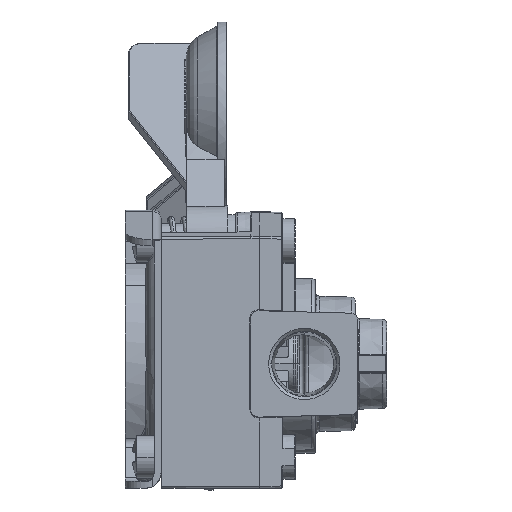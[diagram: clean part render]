
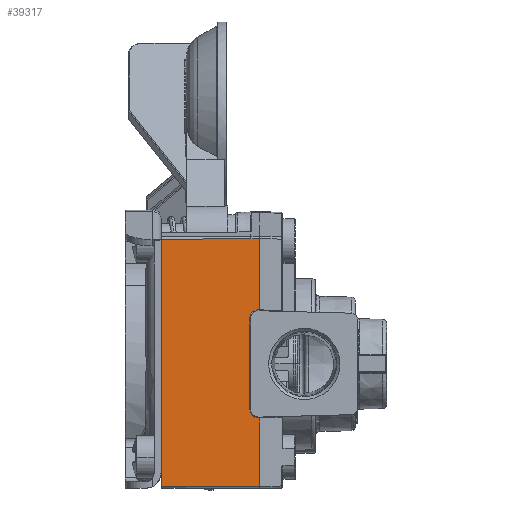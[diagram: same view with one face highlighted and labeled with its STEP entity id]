
A CAD part, left-side view. The second image highlights one B-rep face of the part: STEP entity #39317.
In plain terms, the highlighted planar face has unit normal (-1, 0.005, 0).
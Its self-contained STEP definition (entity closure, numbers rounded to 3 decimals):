
#3266=DIRECTION('',(0.,0.002,-1.));
#3267=VECTOR('',#3266,15.406);
#3268=CARTESIAN_POINT('',(-49.63,-5.53,
-12.148));
#3269=LINE('',#3268,#3267);
#3270=DIRECTION('',(0.,-0.002,-1.));
#3271=VECTOR('',#3270,16.015);
#3272=CARTESIAN_POINT('',(-49.63,-5.501,
28.163));
#3273=LINE('',#3272,#3271);
#8499=DIRECTION('',(0.005,1.,-0.026));
#8500=VECTOR('',#8499,1.996);
#8501=CARTESIAN_POINT('',(-49.63,-5.501,
28.163));
#8502=LINE('',#8501,#8500);
#8515=DIRECTION('',(0.,0.,1.));
#8516=VECTOR('',#8515,55.484);
#8517=CARTESIAN_POINT('',(-49.52,16.7,-27.44));
#8518=LINE('',#8517,#8516);
#8519=DIRECTION('',(-0.005,-1.,-0.024));
#8520=VECTOR('',#8519,0.476);
#8521=CARTESIAN_POINT('',(-49.628,-5.054,
-12.136));
#8522=LINE('',#8521,#8520);
#8551=CARTESIAN_POINT('',(-49.619,-3.301,
-10.336));
#8552=CARTESIAN_POINT('',(-49.619,-3.301,
-10.494));
#8553=CARTESIAN_POINT('',(-49.619,-3.341,
-10.798));
#8554=CARTESIAN_POINT('',(-49.62,-3.517,
-11.232));
#8555=CARTESIAN_POINT('',(-49.622,-3.797,
-11.606));
#8556=CARTESIAN_POINT('',(-49.623,-4.164,
-11.897));
#8557=CARTESIAN_POINT('',(-49.626,-4.593,
-12.084));
#8558=CARTESIAN_POINT('',(-49.627,-4.896,
-12.132));
#8559=CARTESIAN_POINT('',(-49.628,-5.054,
-12.136));
#8647=DIRECTION('',(0.,0.,1.));
#8648=VECTOR('',#8647,20.667);
#8649=CARTESIAN_POINT('',(-49.619,-3.301,
-10.336));
#8650=LINE('',#8649,#8648);
#8659=CARTESIAN_POINT('',(-49.619,-3.301,
10.331));
#8660=CARTESIAN_POINT('',(-49.619,-3.301,
10.489));
#8661=CARTESIAN_POINT('',(-49.619,-3.34,
10.794));
#8662=CARTESIAN_POINT('',(-49.62,-3.514,
11.229));
#8663=CARTESIAN_POINT('',(-49.622,-3.795,
11.604));
#8664=CARTESIAN_POINT('',(-49.623,-4.161,
11.895));
#8665=CARTESIAN_POINT('',(-49.625,-4.591,
12.083));
#8666=CARTESIAN_POINT('',(-49.627,-4.894,
12.132));
#8667=CARTESIAN_POINT('',(-49.628,-5.053,
12.136));
#8691=DIRECTION('',(-0.005,-1.,0.024));
#8692=VECTOR('',#8691,0.477);
#8693=CARTESIAN_POINT('',(-49.628,-5.053,
12.136));
#8694=LINE('',#8693,#8692);
#15443=DIRECTION('',(0.005,1.,-0.003));
#15444=VECTOR('',#15443,20.206);
#15445=CARTESIAN_POINT('',(-49.62,-3.505,
28.111));
#15446=LINE('',#15445,#15444);
#15739=DIRECTION('',(0.005,1.,0.005));
#15740=VECTOR('',#15739,22.202);
#15741=CARTESIAN_POINT('',(-49.63,-5.501,
-27.554));
#15742=LINE('',#15741,#15740);
#23013=CARTESIAN_POINT('',(-49.63,-5.501,
-27.554));
#23015=VERTEX_POINT('',#23013);
#23016=CARTESIAN_POINT('',(-49.52,16.7,-27.44));
#23017=VERTEX_POINT('',#23016);
#23021=CARTESIAN_POINT('',(-49.63,-5.501,
28.163));
#23023=VERTEX_POINT('',#23021);
#23033=CARTESIAN_POINT('',(-49.62,-3.505,
28.111));
#23034=CARTESIAN_POINT('',(-49.52,16.7,28.043));
#23035=VERTEX_POINT('',#23033);
#23036=VERTEX_POINT('',#23034);
#23078=CARTESIAN_POINT('',(-49.628,-5.054,
-12.136));
#23079=CARTESIAN_POINT('',(-49.63,-5.53,
-12.148));
#23080=VERTEX_POINT('',#23078);
#23081=VERTEX_POINT('',#23079);
#23087=VERTEX_POINT('',#8551);
#23090=CARTESIAN_POINT('',(-49.619,-3.301,
10.331));
#23091=VERTEX_POINT('',#23090);
#23092=VERTEX_POINT('',#8667);
#23096=CARTESIAN_POINT('',(-49.63,-5.53,
12.148));
#23097=VERTEX_POINT('',#23096);
#39291=CARTESIAN_POINT('',(-49.52,16.7,-27.997));
#39292=DIRECTION('',(-1.,0.005,0.));
#39293=DIRECTION('',(-0.005,-1.,0.));
#39294=AXIS2_PLACEMENT_3D('',#39291,#39292,#39293);
#39295=PLANE('',#39294);
#39297=ORIENTED_EDGE('',*,*,#39296,.T.);
#39298=ORIENTED_EDGE('',*,*,#30769,.T.);
#39300=ORIENTED_EDGE('',*,*,#39299,.T.);
#39302=ORIENTED_EDGE('',*,*,#39301,.T.);
#39304=ORIENTED_EDGE('',*,*,#39303,.F.);
#39305=ORIENTED_EDGE('',*,*,#39281,.F.);
#39306=ORIENTED_EDGE('',*,*,#30781,.T.);
#39308=ORIENTED_EDGE('',*,*,#39307,.F.);
#39310=ORIENTED_EDGE('',*,*,#39309,.F.);
#39312=ORIENTED_EDGE('',*,*,#39311,.F.);
#39314=ORIENTED_EDGE('',*,*,#39313,.T.);
#39315=EDGE_LOOP('',(#39297,#39298,#39300,#39302,#39304,#39305,#39306,#39308,
#39310,#39312,#39314));
#39316=FACE_OUTER_BOUND('',#39315,.F.);
#39317=ADVANCED_FACE('',(#39316),#39295,.T.);
#8560=B_SPLINE_CURVE_WITH_KNOTS('',3,(#8551,#8552,#8553,#8554,#8555,#8556,#8557,
#8558,#8559),.UNSPECIFIED.,.F.,.F.,(4,1,1,1,1,1,4),(0.,0.167,
0.333,0.5,0.667,0.833,1.),
.UNSPECIFIED.);
#8668=B_SPLINE_CURVE_WITH_KNOTS('',3,(#8659,#8660,#8661,#8662,#8663,#8664,#8665,
#8666,#8667),.UNSPECIFIED.,.F.,.F.,(4,1,1,1,1,1,4),(0.,0.167,
0.333,0.5,0.667,0.833,1.),
.UNSPECIFIED.);
#30769=EDGE_CURVE('',#23081,#23015,#3269,.T.);
#30781=EDGE_CURVE('',#23023,#23097,#3273,.T.);
#39281=EDGE_CURVE('',#23023,#23035,#8502,.T.);
#39296=EDGE_CURVE('',#23080,#23081,#8522,.T.);
#39299=EDGE_CURVE('',#23015,#23017,#15742,.T.);
#39301=EDGE_CURVE('',#23017,#23036,#8518,.T.);
#39303=EDGE_CURVE('',#23035,#23036,#15446,.T.);
#39307=EDGE_CURVE('',#23092,#23097,#8694,.T.);
#39309=EDGE_CURVE('',#23091,#23092,#8668,.T.);
#39311=EDGE_CURVE('',#23087,#23091,#8650,.T.);
#39313=EDGE_CURVE('',#23087,#23080,#8560,.T.);
